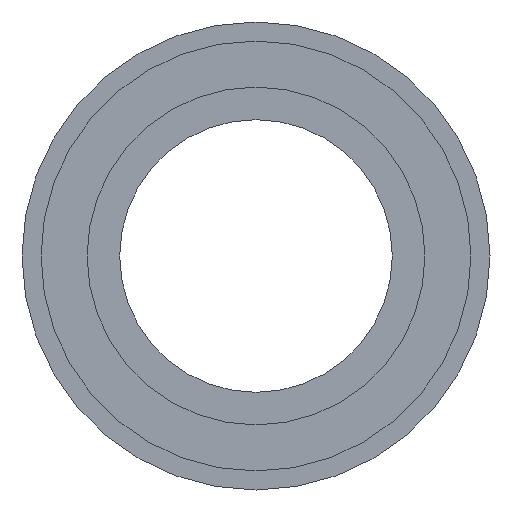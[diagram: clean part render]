
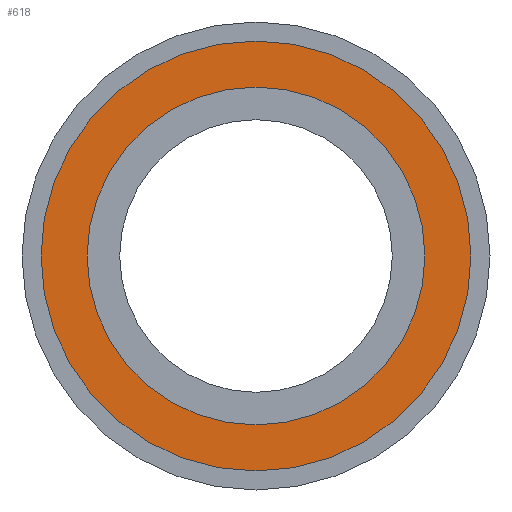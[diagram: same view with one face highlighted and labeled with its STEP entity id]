
A CAD part, front view. The second image highlights one B-rep face of the part: STEP entity #618.
In plain terms, the highlighted planar face has unit normal (0, -1, 0).
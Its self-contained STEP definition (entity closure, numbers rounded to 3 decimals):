
#3 = CIRCLE ( 'NONE', #89, 13.75 ) ;
#13 = AXIS2_PLACEMENT_3D ( 'NONE', #193, #269, #546 ) ;
#40 = CIRCLE ( 'NONE', #529, 13.75 ) ;
#75 = AXIS2_PLACEMENT_3D ( 'NONE', #268, #438, #267 ) ;
#83 = CARTESIAN_POINT ( 'NONE',  ( 0., 0., 0. ) ) ;
#89 = AXIS2_PLACEMENT_3D ( 'NONE', #83, #364, #434 ) ;
#131 = DIRECTION ( 'NONE',  ( 0., 0., 1. ) ) ;
#136 = ORIENTED_EDGE ( 'NONE', *, *, #314, .T. ) ;
#157 = CIRCLE ( 'NONE', #352, 17.5 ) ;
#173 = DIRECTION ( 'NONE',  ( 0., 0., 1. ) ) ;
#193 = CARTESIAN_POINT ( 'NONE',  ( 0., 0., 0. ) ) ;
#214 = CARTESIAN_POINT ( 'NONE',  ( 0., 0., -17.5 ) ) ;
#218 = ORIENTED_EDGE ( 'NONE', *, *, #280, .F. ) ;
#221 = CARTESIAN_POINT ( 'NONE',  ( 0., 0., 0. ) ) ;
#230 = EDGE_CURVE ( 'NONE', #499, #496, #3, .T. ) ;
#267 = DIRECTION ( 'NONE',  ( 0., 0., 1. ) ) ;
#268 = CARTESIAN_POINT ( 'NONE',  ( 13.75, 0., 0. ) ) ;
#269 = DIRECTION ( 'NONE',  ( 0., 1., 0. ) ) ;
#277 = EDGE_CURVE ( 'NONE', #360, #542, #157, .T. ) ;
#280 = EDGE_CURVE ( 'NONE', #542, #360, #305, .T. ) ;
#282 = CARTESIAN_POINT ( 'NONE',  ( 0., 0., 0. ) ) ;
#305 = CIRCLE ( 'NONE', #13, 17.5 ) ;
#314 = EDGE_CURVE ( 'NONE', #496, #499, #40, .T. ) ;
#325 = EDGE_LOOP ( 'NONE', ( #136, #327 ) ) ;
#327 = ORIENTED_EDGE ( 'NONE', *, *, #230, .T. ) ;
#352 = AXIS2_PLACEMENT_3D ( 'NONE', #282, #519, #173 ) ;
#360 = VERTEX_POINT ( 'NONE', #494 ) ;
#364 = DIRECTION ( 'NONE',  ( 0., 1., 0. ) ) ;
#366 = FACE_BOUND ( 'NONE', #325, .T. ) ;
#419 = PLANE ( 'NONE',  #75 ) ;
#426 = EDGE_LOOP ( 'NONE', ( #482, #218 ) ) ;
#434 = DIRECTION ( 'NONE',  ( 0., 0., 1. ) ) ;
#438 = DIRECTION ( 'NONE',  ( 0., 1., 0. ) ) ;
#482 = ORIENTED_EDGE ( 'NONE', *, *, #277, .F. ) ;
#494 = CARTESIAN_POINT ( 'NONE',  ( 0., 0., 17.5 ) ) ;
#496 = VERTEX_POINT ( 'NONE', #553 ) ;
#499 = VERTEX_POINT ( 'NONE', #548 ) ;
#513 = DIRECTION ( 'NONE',  ( 0., 1., 0. ) ) ;
#519 = DIRECTION ( 'NONE',  ( 0., 1., 0. ) ) ;
#529 = AXIS2_PLACEMENT_3D ( 'NONE', #221, #513, #131 ) ;
#542 = VERTEX_POINT ( 'NONE', #214 ) ;
#546 = DIRECTION ( 'NONE',  ( 0., 0., 1. ) ) ;
#548 = CARTESIAN_POINT ( 'NONE',  ( 0., 0., -13.75 ) ) ;
#553 = CARTESIAN_POINT ( 'NONE',  ( 0., 0., 13.75 ) ) ;
#582 = FACE_OUTER_BOUND ( 'NONE', #426, .T. ) ;
#618 = ADVANCED_FACE ( 'NONE', ( #582, #366 ), #419, .F. ) ;
